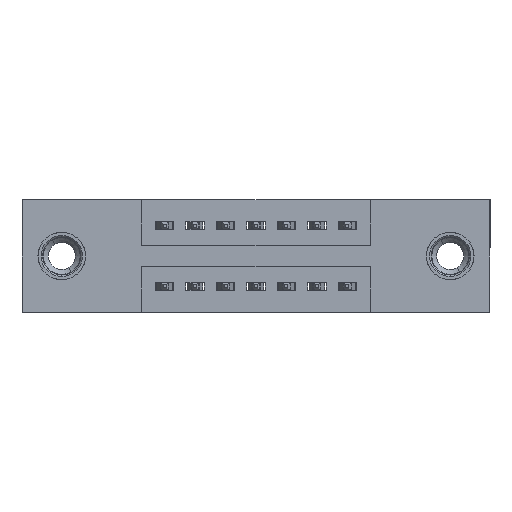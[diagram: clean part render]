
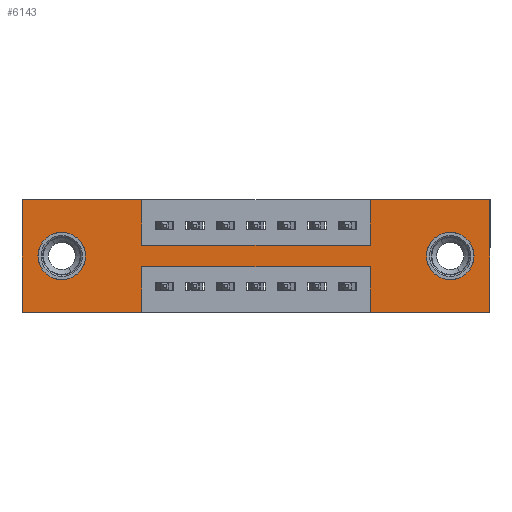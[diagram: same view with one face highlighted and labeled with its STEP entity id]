
A CAD part, front view. The second image highlights one B-rep face of the part: STEP entity #6143.
In plain terms, the highlighted planar face has unit normal (0, -1, 0).
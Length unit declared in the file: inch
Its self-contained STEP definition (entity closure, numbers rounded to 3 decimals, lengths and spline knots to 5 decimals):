
#161 = ORIENTED_EDGE ( 'NONE', *, *, #4326, .T. ) ;
#218 = CIRCLE ( 'NONE', #5495, 0.078 ) ;
#286 = CIRCLE ( 'NONE', #5109, 0.078 ) ;
#362 = CARTESIAN_POINT ( 'NONE',  ( 0.3925, 0., -0.22 ) ) ;
#760 = VERTEX_POINT ( 'NONE', #1781 ) ;
#972 = DIRECTION ( 'NONE',  ( 1., 0., 0. ) ) ;
#1306 = LINE ( 'NONE', #9939, #11798 ) ;
#1686 = CARTESIAN_POINT ( 'NONE',  ( 1.405, 0., -0.185 ) ) ;
#1728 = VERTEX_POINT ( 'NONE', #10280 ) ;
#1781 = CARTESIAN_POINT ( 'NONE',  ( 0., 0., -0.37 ) ) ;
#1804 = VECTOR ( 'NONE', #8861, 39.37008 ) ;
#1820 = DIRECTION ( 'NONE',  ( 0., 0., 1. ) ) ;
#1839 = LINE ( 'NONE', #8146, #6706 ) ;
#2085 = VERTEX_POINT ( 'NONE', #3377 ) ;
#2088 = LINE ( 'NONE', #3977, #1804 ) ;
#2115 = DIRECTION ( 'NONE',  ( -1., 0., 0. ) ) ;
#2133 = CIRCLE ( 'NONE', #8593, 0.078 ) ;
#2238 = DIRECTION ( 'NONE',  ( 1., 0., 0. ) ) ;
#2401 = VECTOR ( 'NONE', #2238, 39.37008 ) ;
#2422 = ORIENTED_EDGE ( 'NONE', *, *, #4564, .F. ) ;
#2497 = CARTESIAN_POINT ( 'NONE',  ( 0., 0., -0.37 ) ) ;
#2552 = EDGE_LOOP ( 'NONE', ( #6255, #5304 ) ) ;
#2586 = LINE ( 'NONE', #9289, #6552 ) ;
#2740 = VERTEX_POINT ( 'NONE', #2860 ) ;
#2743 = VECTOR ( 'NONE', #5380, 39.37008 ) ;
#2771 = ORIENTED_EDGE ( 'NONE', *, *, #6136, .F. ) ;
#2860 = CARTESIAN_POINT ( 'NONE',  ( 0.3925, 0., 0. ) ) ;
#2863 = CARTESIAN_POINT ( 'NONE',  ( 1.535, 0., -0.37 ) ) ;
#2941 = EDGE_CURVE ( 'NONE', #3553, #3622, #218, .T. ) ;
#3046 = EDGE_CURVE ( 'NONE', #4797, #3280, #5832, .T. ) ;
#3280 = VERTEX_POINT ( 'NONE', #8328 ) ;
#3335 = EDGE_CURVE ( 'NONE', #8730, #760, #10640, .T. ) ;
#3377 = CARTESIAN_POINT ( 'NONE',  ( 1.1425, 0., -0.15 ) ) ;
#3553 = VERTEX_POINT ( 'NONE', #6854 ) ;
#3622 = VERTEX_POINT ( 'NONE', #8916 ) ;
#3785 = VECTOR ( 'NONE', #972, 39.37008 ) ;
#3846 = VECTOR ( 'NONE', #2115, 39.37008 ) ;
#3977 = CARTESIAN_POINT ( 'NONE',  ( 0., 0., 0. ) ) ;
#4326 = EDGE_CURVE ( 'NONE', #4501, #6262, #286, .T. ) ;
#4501 = VERTEX_POINT ( 'NONE', #9854 ) ;
#4564 = EDGE_CURVE ( 'NONE', #2740, #10180, #6201, .T. ) ;
#4573 = ORIENTED_EDGE ( 'NONE', *, *, #5566, .F. ) ;
#4586 = EDGE_CURVE ( 'NONE', #1728, #4797, #11061, .T. ) ;
#4661 = DIRECTION ( 'NONE',  ( 0., 0., -1. ) ) ;
#4688 = ORIENTED_EDGE ( 'NONE', *, *, #3046, .F. ) ;
#4704 = DIRECTION ( 'NONE',  ( 0., 0., 1. ) ) ;
#4797 = VERTEX_POINT ( 'NONE', #11848 ) ;
#4941 = CARTESIAN_POINT ( 'NONE',  ( 0.3925, 0., -0.15 ) ) ;
#5109 = AXIS2_PLACEMENT_3D ( 'NONE', #1686, #9339, #5448 ) ;
#5120 = FACE_BOUND ( 'NONE', #2552, .T. ) ;
#5222 = CIRCLE ( 'NONE', #7156, 0.078 ) ;
#5248 = PLANE ( 'NONE',  #12177 ) ;
#5280 = ORIENTED_EDGE ( 'NONE', *, *, #7801, .T. ) ;
#5302 = DIRECTION ( 'NONE',  ( 0., 1., 0. ) ) ;
#5304 = ORIENTED_EDGE ( 'NONE', *, *, #2941, .T. ) ;
#5333 = ORIENTED_EDGE ( 'NONE', *, *, #7990, .F. ) ;
#5380 = DIRECTION ( 'NONE',  ( -1., 0., 0. ) ) ;
#5413 = VECTOR ( 'NONE', #10037, 39.37008 ) ;
#5448 = DIRECTION ( 'NONE',  ( 0., 0., -1. ) ) ;
#5461 = EDGE_CURVE ( 'NONE', #6122, #6757, #7983, .T. ) ;
#5495 = AXIS2_PLACEMENT_3D ( 'NONE', #12349, #11459, #11503 ) ;
#5552 = CARTESIAN_POINT ( 'NONE',  ( 0.13, 0., -0.185 ) ) ;
#5560 = ORIENTED_EDGE ( 'NONE', *, *, #8165, .F. ) ;
#5566 = EDGE_CURVE ( 'NONE', #10180, #2085, #7830, .T. ) ;
#5668 = CARTESIAN_POINT ( 'NONE',  ( 0.3925, 0., -0.15 ) ) ;
#5832 = LINE ( 'NONE', #362, #10832 ) ;
#5967 = LINE ( 'NONE', #10220, #2743 ) ;
#6122 = VERTEX_POINT ( 'NONE', #8954 ) ;
#6136 = EDGE_CURVE ( 'NONE', #6757, #11298, #1306, .T. ) ;
#6143 = ADVANCED_FACE ( 'NONE', ( #8291, #5120, #10127 ), #5248, .T. ) ;
#6170 = CARTESIAN_POINT ( 'NONE',  ( 0., 0., 0. ) ) ;
#6201 = LINE ( 'NONE', #7590, #11978 ) ;
#6255 = ORIENTED_EDGE ( 'NONE', *, *, #8120, .T. ) ;
#6262 = VERTEX_POINT ( 'NONE', #10207 ) ;
#6552 = VECTOR ( 'NONE', #11684, 39.37008 ) ;
#6569 = CARTESIAN_POINT ( 'NONE',  ( 0., 0., -0.37 ) ) ;
#6706 = VECTOR ( 'NONE', #9115, 39.37008 ) ;
#6735 = ORIENTED_EDGE ( 'NONE', *, *, #9491, .F. ) ;
#6757 = VERTEX_POINT ( 'NONE', #8094 ) ;
#6854 = CARTESIAN_POINT ( 'NONE',  ( 0.13, 0., -0.263 ) ) ;
#6889 = ORIENTED_EDGE ( 'NONE', *, *, #5461, .F. ) ;
#7030 = ORIENTED_EDGE ( 'NONE', *, *, #4586, .F. ) ;
#7156 = AXIS2_PLACEMENT_3D ( 'NONE', #5552, #11544, #1820 ) ;
#7201 = VERTEX_POINT ( 'NONE', #6170 ) ;
#7426 = EDGE_LOOP ( 'NONE', ( #161, #5280 ) ) ;
#7590 = CARTESIAN_POINT ( 'NONE',  ( 0.3925, 0., 0. ) ) ;
#7618 = EDGE_LOOP ( 'NONE', ( #5333, #4688, #7030, #9962, #2771, #6889, #5560, #4573, #2422, #6735, #9090, #9405 ) ) ;
#7801 = EDGE_CURVE ( 'NONE', #6262, #4501, #2133, .T. ) ;
#7830 = LINE ( 'NONE', #5668, #3785 ) ;
#7876 = EDGE_CURVE ( 'NONE', #11298, #1728, #5967, .T. ) ;
#7983 = LINE ( 'NONE', #11581, #5413 ) ;
#7990 = EDGE_CURVE ( 'NONE', #3280, #8730, #2586, .T. ) ;
#8094 = CARTESIAN_POINT ( 'NONE',  ( 1.535, 0., 0. ) ) ;
#8120 = EDGE_CURVE ( 'NONE', #3622, #3553, #5222, .T. ) ;
#8146 = CARTESIAN_POINT ( 'NONE',  ( 1.1425, 0., 0. ) ) ;
#8165 = EDGE_CURVE ( 'NONE', #2085, #6122, #1839, .T. ) ;
#8291 = FACE_BOUND ( 'NONE', #7426, .T. ) ;
#8326 = DIRECTION ( 'NONE',  ( 0., -1., 0. ) ) ;
#8328 = CARTESIAN_POINT ( 'NONE',  ( 0.3925, 0., -0.22 ) ) ;
#8593 = AXIS2_PLACEMENT_3D ( 'NONE', #9230, #5302, #11083 ) ;
#8730 = VERTEX_POINT ( 'NONE', #9620 ) ;
#8848 = CARTESIAN_POINT ( 'NONE',  ( 0., 0., 0. ) ) ;
#8861 = DIRECTION ( 'NONE',  ( 0., 0., 1. ) ) ;
#8916 = CARTESIAN_POINT ( 'NONE',  ( 0.13, 0., -0.107 ) ) ;
#8954 = CARTESIAN_POINT ( 'NONE',  ( 1.1425, 0., 0. ) ) ;
#9090 = ORIENTED_EDGE ( 'NONE', *, *, #9655, .F. ) ;
#9115 = DIRECTION ( 'NONE',  ( 0., 0., 1. ) ) ;
#9230 = CARTESIAN_POINT ( 'NONE',  ( 1.405, 0., -0.185 ) ) ;
#9289 = CARTESIAN_POINT ( 'NONE',  ( 0.3925, 0., -0.37 ) ) ;
#9339 = DIRECTION ( 'NONE',  ( 0., 1., 0. ) ) ;
#9405 = ORIENTED_EDGE ( 'NONE', *, *, #3335, .F. ) ;
#9491 = EDGE_CURVE ( 'NONE', #7201, #2740, #10955, .T. ) ;
#9502 = DIRECTION ( 'NONE',  ( 0., 0., -1. ) ) ;
#9620 = CARTESIAN_POINT ( 'NONE',  ( 0.3925, 0., -0.37 ) ) ;
#9655 = EDGE_CURVE ( 'NONE', #760, #7201, #2088, .T. ) ;
#9854 = CARTESIAN_POINT ( 'NONE',  ( 1.405, 0., -0.107 ) ) ;
#9939 = CARTESIAN_POINT ( 'NONE',  ( 1.535, 0., 0. ) ) ;
#9954 = DIRECTION ( 'NONE',  ( -1., 0., 0. ) ) ;
#9962 = ORIENTED_EDGE ( 'NONE', *, *, #7876, .F. ) ;
#10037 = DIRECTION ( 'NONE',  ( 1., 0., 0. ) ) ;
#10127 = FACE_OUTER_BOUND ( 'NONE', #7618, .T. ) ;
#10180 = VERTEX_POINT ( 'NONE', #4941 ) ;
#10207 = CARTESIAN_POINT ( 'NONE',  ( 1.405, 0., -0.263 ) ) ;
#10220 = CARTESIAN_POINT ( 'NONE',  ( 0., 0., -0.37 ) ) ;
#10280 = CARTESIAN_POINT ( 'NONE',  ( 1.1425, 0., -0.37 ) ) ;
#10640 = LINE ( 'NONE', #6569, #3846 ) ;
#10832 = VECTOR ( 'NONE', #9954, 39.37008 ) ;
#10955 = LINE ( 'NONE', #8848, #2401 ) ;
#11061 = LINE ( 'NONE', #11386, #11965 ) ;
#11083 = DIRECTION ( 'NONE',  ( 0., 0., -1. ) ) ;
#11298 = VERTEX_POINT ( 'NONE', #2863 ) ;
#11386 = CARTESIAN_POINT ( 'NONE',  ( 1.1425, 0., -0.37 ) ) ;
#11459 = DIRECTION ( 'NONE',  ( 0., 1., 0. ) ) ;
#11503 = DIRECTION ( 'NONE',  ( 0., 0., 1. ) ) ;
#11544 = DIRECTION ( 'NONE',  ( 0., 1., 0. ) ) ;
#11581 = CARTESIAN_POINT ( 'NONE',  ( 0., 0., 0. ) ) ;
#11684 = DIRECTION ( 'NONE',  ( 0., 0., -1. ) ) ;
#11798 = VECTOR ( 'NONE', #12403, 39.37008 ) ;
#11848 = CARTESIAN_POINT ( 'NONE',  ( 1.1425, 0., -0.22 ) ) ;
#11965 = VECTOR ( 'NONE', #4704, 39.37008 ) ;
#11978 = VECTOR ( 'NONE', #9502, 39.37008 ) ;
#12177 = AXIS2_PLACEMENT_3D ( 'NONE', #2497, #8326, #4661 ) ;
#12349 = CARTESIAN_POINT ( 'NONE',  ( 0.13, 0., -0.185 ) ) ;
#12403 = DIRECTION ( 'NONE',  ( 0., 0., -1. ) ) ;
